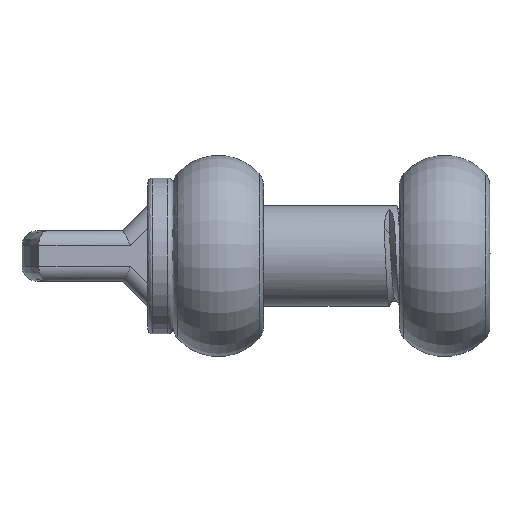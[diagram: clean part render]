
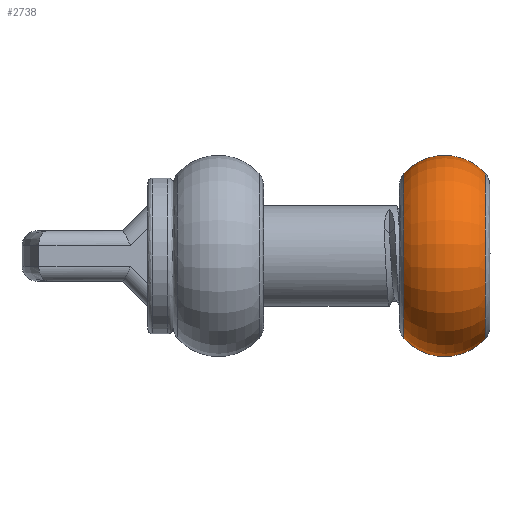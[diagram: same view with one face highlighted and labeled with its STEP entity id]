
A CAD part, front view. The second image highlights one B-rep face of the part: STEP entity #2738.
In plain terms, the highlighted toroidal (fillet/blend) face has major radius 4.6 mm and minor radius 5.4 mm.
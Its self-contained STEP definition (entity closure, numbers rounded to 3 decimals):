
#2660 = ORIENTED_EDGE ( 'NONE', *, *, #2661, .T. ) ;
#2661 = EDGE_CURVE ( 'NONE', #2743, #2753, #10372, .T. ) ;
#2730 = EDGE_CURVE ( 'NONE', #2761, #2762, #10459, .T. ) ;
#2738 = ADVANCED_FACE ( 'NONE', ( #10278 ), #10236, .T. ) ;
#2739 = EDGE_LOOP ( 'NONE', ( #2740, #2741, #2660, #2744 ) ) ;
#2740 = ORIENTED_EDGE ( 'NONE', *, *, #2730, .F. ) ;
#2741 = ORIENTED_EDGE ( 'NONE', *, *, #2742, .T. ) ;
#2742 = EDGE_CURVE ( 'NONE', #2761, #2743, #10515, .T. ) ;
#2743 = VERTEX_POINT ( 'NONE', #10510 ) ;
#2744 = ORIENTED_EDGE ( 'NONE', *, *, #2745, .T. ) ;
#2745 = EDGE_CURVE ( 'NONE', #2753, #2762, #10238, .T. ) ;
#2753 = VERTEX_POINT ( 'NONE', #10728 ) ;
#2761 = VERTEX_POINT ( 'NONE', #10601 ) ;
#2762 = VERTEX_POINT ( 'NONE', #10600 ) ;
#10233 = DIRECTION ( 'NONE',  ( 1., 0., 0. ) ) ;
#10234 = CARTESIAN_POINT ( 'NONE',  ( 11.25, 0., 0. ) ) ;
#10235 = AXIS2_PLACEMENT_3D ( 'NONE', #10234, #10233, #10516 ) ;
#10236 = TOROIDAL_SURFACE ( 'NONE', #10235, 4.6, 5.4 ) ;
#10237 = AXIS2_PLACEMENT_3D ( 'NONE', #10608, #10607, #10610 ) ;
#10238 = CIRCLE ( 'NONE', #10237, 8.172 ) ;
#10278 = FACE_OUTER_BOUND ( 'NONE', #2739, .T. ) ;
#10368 = DIRECTION ( 'NONE',  ( 0., 0., -1. ) ) ;
#10369 = DIRECTION ( 'NONE',  ( 0., -1., 0. ) ) ;
#10370 = CARTESIAN_POINT ( 'NONE',  ( 11.25, 0., -4.6 ) ) ;
#10371 = AXIS2_PLACEMENT_3D ( 'NONE', #10370, #10369, #10368 ) ;
#10372 = CIRCLE ( 'NONE', #10371, 5.4 ) ;
#10455 = DIRECTION ( 'NONE',  ( 0., 0., 1. ) ) ;
#10456 = DIRECTION ( 'NONE',  ( 0., 1., 0. ) ) ;
#10457 = CARTESIAN_POINT ( 'NONE',  ( 11.25, 0., 4.6 ) ) ;
#10458 = AXIS2_PLACEMENT_3D ( 'NONE', #10457, #10456, #10455 ) ;
#10459 = CIRCLE ( 'NONE', #10458, 5.4 ) ;
#10510 = CARTESIAN_POINT ( 'NONE',  ( 7.2, 0., -8.172 ) ) ;
#10511 = DIRECTION ( 'NONE',  ( 0., 0., -1. ) ) ;
#10512 = DIRECTION ( 'NONE',  ( 1., 0., 0. ) ) ;
#10513 = CARTESIAN_POINT ( 'NONE',  ( 7.2, 0., 0. ) ) ;
#10514 = AXIS2_PLACEMENT_3D ( 'NONE', #10513, #10512, #10511 ) ;
#10515 = CIRCLE ( 'NONE', #10514, 8.172 ) ;
#10516 = DIRECTION ( 'NONE',  ( 0., 0., -1. ) ) ;
#10600 = CARTESIAN_POINT ( 'NONE',  ( 15.3, 0., 8.172 ) ) ;
#10601 = CARTESIAN_POINT ( 'NONE',  ( 7.2, 0., 8.172 ) ) ;
#10607 = DIRECTION ( 'NONE',  ( -1., 0., 0. ) ) ;
#10608 = CARTESIAN_POINT ( 'NONE',  ( 15.3, 0., 0. ) ) ;
#10610 = DIRECTION ( 'NONE',  ( 0., 0., -1. ) ) ;
#10728 = CARTESIAN_POINT ( 'NONE',  ( 15.3, 0., -8.172 ) ) ;
